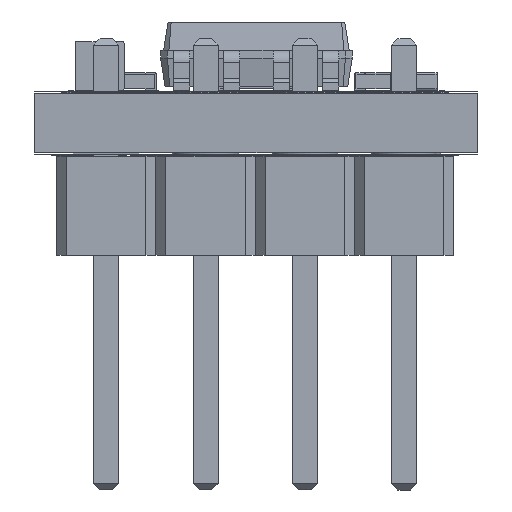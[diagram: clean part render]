
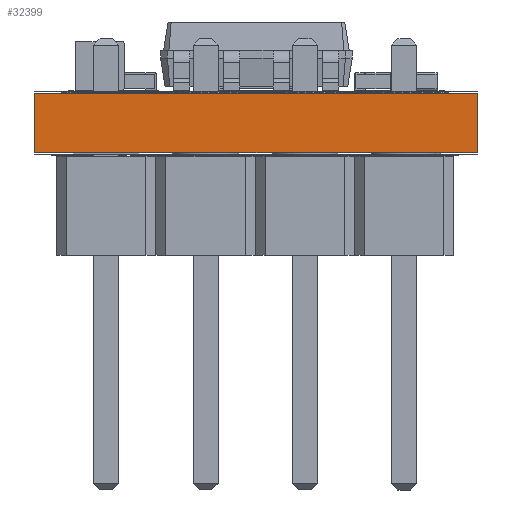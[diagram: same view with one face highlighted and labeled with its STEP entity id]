
A CAD part, left-side view. The second image highlights one B-rep face of the part: STEP entity #32399.
In plain terms, the highlighted planar face has unit normal (-1, 0, 0).
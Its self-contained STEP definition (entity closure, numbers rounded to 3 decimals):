
#32343 = VERTEX_POINT('',#32344);
#32344 = CARTESIAN_POINT('',(-10.26,-5.66,1.51));
#32350 = EDGE_CURVE('',#32351,#32343,#32353,.T.);
#32351 = VERTEX_POINT('',#32352);
#32352 = CARTESIAN_POINT('',(-10.26,-5.66,0.));
#32353 = LINE('',#32354,#32355);
#32354 = CARTESIAN_POINT('',(-10.26,-5.66,0.));
#32355 = VECTOR('',#32356,1.);
#32356 = DIRECTION('',(0.,0.,1.));
#32399 = ADVANCED_FACE('',(#32400),#32425,.T.);
#32400 = FACE_BOUND('',#32401,.T.);
#32401 = EDGE_LOOP('',(#32402,#32403,#32411,#32419));
#32402 = ORIENTED_EDGE('',*,*,#32350,.T.);
#32403 = ORIENTED_EDGE('',*,*,#32404,.T.);
#32404 = EDGE_CURVE('',#32343,#32405,#32407,.T.);
#32405 = VERTEX_POINT('',#32406);
#32406 = CARTESIAN_POINT('',(-10.26,5.66,1.51));
#32407 = LINE('',#32408,#32409);
#32408 = CARTESIAN_POINT('',(-10.26,-5.66,1.51));
#32409 = VECTOR('',#32410,1.);
#32410 = DIRECTION('',(0.,1.,0.));
#32411 = ORIENTED_EDGE('',*,*,#32412,.F.);
#32412 = EDGE_CURVE('',#32413,#32405,#32415,.T.);
#32413 = VERTEX_POINT('',#32414);
#32414 = CARTESIAN_POINT('',(-10.26,5.66,0.));
#32415 = LINE('',#32416,#32417);
#32416 = CARTESIAN_POINT('',(-10.26,5.66,0.));
#32417 = VECTOR('',#32418,1.);
#32418 = DIRECTION('',(0.,0.,1.));
#32419 = ORIENTED_EDGE('',*,*,#32420,.F.);
#32420 = EDGE_CURVE('',#32351,#32413,#32421,.T.);
#32421 = LINE('',#32422,#32423);
#32422 = CARTESIAN_POINT('',(-10.26,-5.66,0.));
#32423 = VECTOR('',#32424,1.);
#32424 = DIRECTION('',(0.,1.,0.));
#32425 = PLANE('',#32426);
#32426 = AXIS2_PLACEMENT_3D('',#32427,#32428,#32429);
#32427 = CARTESIAN_POINT('',(-10.26,-5.66,0.));
#32428 = DIRECTION('',(-1.,0.,0.));
#32429 = DIRECTION('',(0.,1.,0.));
